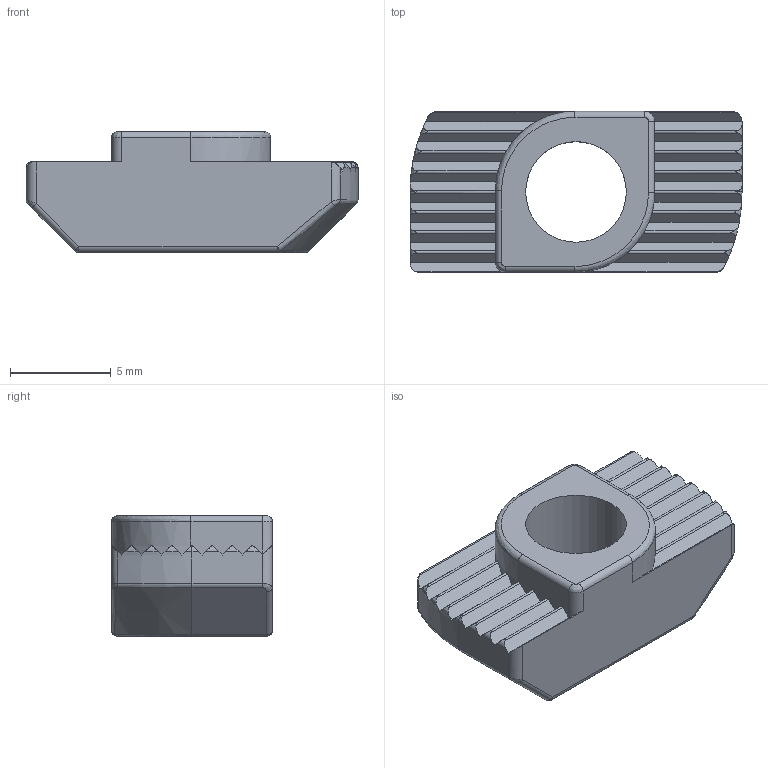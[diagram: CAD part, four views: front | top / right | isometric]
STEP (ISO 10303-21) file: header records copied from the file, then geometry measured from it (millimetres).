
FILE_DESCRIPTION (( 'STEP AP214' ), '1' );
FILE_NAME ('6218522', '2019-01-28T16:56:00', ( '' ), ('JUGARD+KÜNSTNER GmbH'), 'SwSTEP 2.0', 'SolidWorks 2017', '' );
FILE_SCHEMA (( 'AUTOMOTIVE_DESIGN' ));
Length unit declared in the file: millimetre
Products named in the file (1): 6218522
Bounding box: 16.5 x 8 x 6 mm (x, y, z)
Volume: 480.4 mm3; surface area: 548.5 mm2
Topology: 1 solids, 1 shells, 122 faces, 332 edges, 212 vertices
Faces by surface type: cylinder 50, plane 42, bspline 28, cone 2
Entity records: 4398 total; most frequent: CARTESIAN_POINT 1669, ORIENTED_EDGE 664, DIRECTION 452, EDGE_CURVE 332, VERTEX_POINT 212, AXIS2_PLACEMENT_3D 159, LINE 134, VECTOR 134
